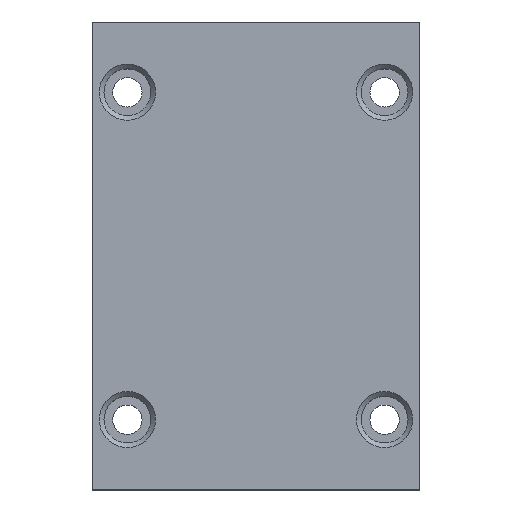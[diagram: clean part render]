
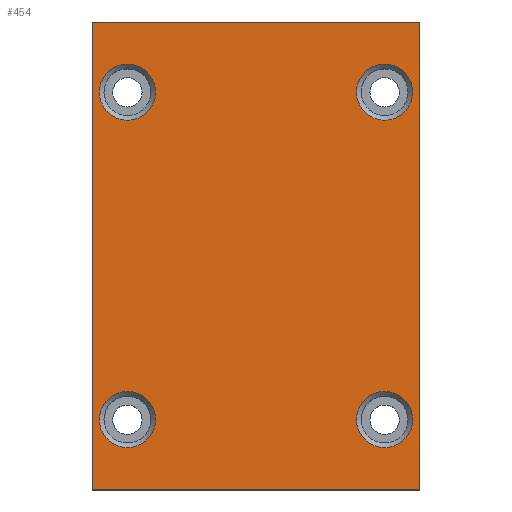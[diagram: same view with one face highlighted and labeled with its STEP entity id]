
A CAD part, top view. The second image highlights one B-rep face of the part: STEP entity #454.
In plain terms, the highlighted planar face has unit normal (0, 0, 1).
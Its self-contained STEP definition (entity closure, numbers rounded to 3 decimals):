
#23=FACE_BOUND('',#81,.T.);
#24=FACE_BOUND('',#82,.T.);
#25=FACE_BOUND('',#83,.T.);
#26=FACE_BOUND('',#84,.T.);
#35=PLANE('',#498);
#52=FACE_OUTER_BOUND('',#80,.T.);
#80=EDGE_LOOP('',(#329,#330,#331,#332));
#81=EDGE_LOOP('',(#333));
#82=EDGE_LOOP('',(#334));
#83=EDGE_LOOP('',(#335));
#84=EDGE_LOOP('',(#336));
#120=LINE('',#693,#162);
#121=LINE('',#695,#163);
#122=LINE('',#697,#164);
#123=LINE('',#698,#165);
#162=VECTOR('',#554,10.);
#163=VECTOR('',#555,10.);
#164=VECTOR('',#556,10.);
#165=VECTOR('',#557,10.);
#203=CIRCLE('',#496,6.);
#205=CIRCLE('',#499,6.);
#206=CIRCLE('',#500,6.);
#207=CIRCLE('',#501,6.);
#223=VERTEX_POINT('',#685);
#225=VERTEX_POINT('',#691);
#226=VERTEX_POINT('',#692);
#227=VERTEX_POINT('',#694);
#228=VERTEX_POINT('',#696);
#229=VERTEX_POINT('',#699);
#230=VERTEX_POINT('',#701);
#231=VERTEX_POINT('',#703);
#263=EDGE_CURVE('',#223,#223,#203,.T.);
#266=EDGE_CURVE('',#225,#226,#120,.T.);
#267=EDGE_CURVE('',#226,#227,#121,.T.);
#268=EDGE_CURVE('',#228,#227,#122,.T.);
#269=EDGE_CURVE('',#225,#228,#123,.T.);
#270=EDGE_CURVE('',#229,#229,#205,.T.);
#271=EDGE_CURVE('',#230,#230,#206,.T.);
#272=EDGE_CURVE('',#231,#231,#207,.T.);
#329=ORIENTED_EDGE('',*,*,#266,.T.);
#330=ORIENTED_EDGE('',*,*,#267,.T.);
#331=ORIENTED_EDGE('',*,*,#268,.F.);
#332=ORIENTED_EDGE('',*,*,#269,.F.);
#333=ORIENTED_EDGE('',*,*,#270,.F.);
#334=ORIENTED_EDGE('',*,*,#271,.F.);
#335=ORIENTED_EDGE('',*,*,#272,.F.);
#336=ORIENTED_EDGE('',*,*,#263,.F.);
#454=ADVANCED_FACE('',(#52,#23,#24,#25,#26),#35,.T.);
#496=AXIS2_PLACEMENT_3D('',#686,#547,#548);
#498=AXIS2_PLACEMENT_3D('',#690,#552,#553);
#499=AXIS2_PLACEMENT_3D('',#700,#558,#559);
#500=AXIS2_PLACEMENT_3D('',#702,#560,#561);
#501=AXIS2_PLACEMENT_3D('',#704,#562,#563);
#547=DIRECTION('center_axis',(0.,0.,1.));
#548=DIRECTION('ref_axis',(-1.,0.,0.));
#552=DIRECTION('center_axis',(0.,0.,1.));
#553=DIRECTION('ref_axis',(0.,1.,0.));
#554=DIRECTION('',(0.,1.,0.));
#555=DIRECTION('',(-1.,0.,0.));
#556=DIRECTION('',(0.,1.,0.));
#557=DIRECTION('',(-1.,0.,0.));
#558=DIRECTION('center_axis',(0.,0.,1.));
#559=DIRECTION('ref_axis',(-1.,0.,0.));
#560=DIRECTION('center_axis',(0.,0.,1.));
#561=DIRECTION('ref_axis',(1.,0.,0.));
#562=DIRECTION('center_axis',(0.,0.,1.));
#563=DIRECTION('ref_axis',(1.,0.,0.));
#685=CARTESIAN_POINT('',(33.5,35.,75.));
#686=CARTESIAN_POINT('Origin',(27.5,35.,75.));
#690=CARTESIAN_POINT('Origin',(35.,-50.,75.));
#691=CARTESIAN_POINT('',(35.,-50.,75.));
#692=CARTESIAN_POINT('',(35.,50.,75.));
#693=CARTESIAN_POINT('',(35.,-50.,75.));
#694=CARTESIAN_POINT('',(-35.,50.,75.));
#695=CARTESIAN_POINT('',(35.,50.,75.));
#696=CARTESIAN_POINT('',(-35.,-50.,75.));
#697=CARTESIAN_POINT('',(-35.,-50.,75.));
#698=CARTESIAN_POINT('',(35.,-50.,75.));
#699=CARTESIAN_POINT('',(33.5,-35.,75.));
#700=CARTESIAN_POINT('Origin',(27.5,-35.,75.));
#701=CARTESIAN_POINT('',(-33.5,35.,75.));
#702=CARTESIAN_POINT('Origin',(-27.5,35.,75.));
#703=CARTESIAN_POINT('',(-33.5,-35.,75.));
#704=CARTESIAN_POINT('Origin',(-27.5,-35.,75.));
